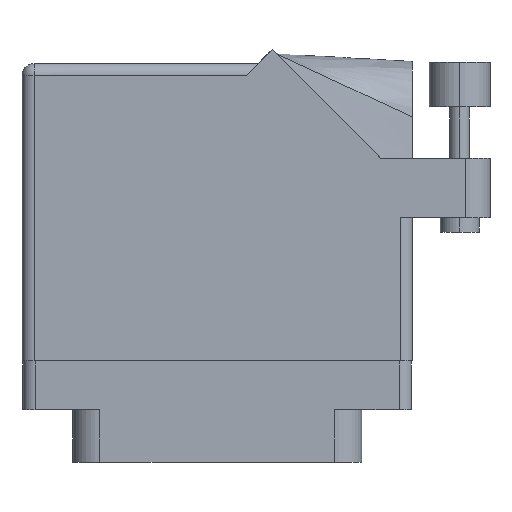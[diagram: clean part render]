
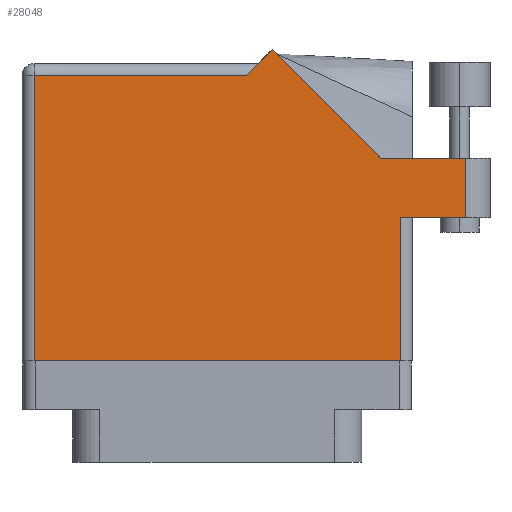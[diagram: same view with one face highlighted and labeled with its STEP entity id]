
A CAD part, front view. The second image highlights one B-rep face of the part: STEP entity #28048.
In plain terms, the highlighted face is planar.
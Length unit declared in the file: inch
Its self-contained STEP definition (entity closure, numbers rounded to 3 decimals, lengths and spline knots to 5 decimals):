
#852 = CARTESIAN_POINT ( 'NONE',  ( 0.28271, 1.50071, 0.455 ) ) ;
#1442 = CARTESIAN_POINT ( 'NONE',  ( 0.15, 1.368, 0.455 ) ) ;
#1712 = CARTESIAN_POINT ( 'NONE',  ( 1.28, 0.944, 0.455 ) ) ;
#2035 = CARTESIAN_POINT ( 'NONE',  ( 0.943, 0.637, 0.455 ) ) ;
#2364 = CARTESIAN_POINT ( 'NONE',  ( 0.943, -0.1, 0.455 ) ) ;
#3113 = EDGE_LOOP ( 'NONE', ( #29754, #13472, #12790, #16621, #16463, #3817, #34218, #23519, #20167 ) ) ;
#3311 = EDGE_CURVE ( 'NONE', #10016, #9867, #3666, .T. ) ;
#3666 = LINE ( 'NONE', #22942, #8080 ) ;
#3817 = ORIENTED_EDGE ( 'NONE', *, *, #5825, .T. ) ;
#4496 = CARTESIAN_POINT ( 'NONE',  ( 0.83942, 0.944, 0.455 ) ) ;
#4518 = LINE ( 'NONE', #1712, #5391 ) ;
#5391 = VECTOR ( 'NONE', #15966, 39.37008 ) ;
#5825 = EDGE_CURVE ( 'NONE', #14888, #26029, #15226, .T. ) ;
#7635 = CARTESIAN_POINT ( 'NONE',  ( 0.83942, 0.944, 0.455 ) ) ;
#8080 = VECTOR ( 'NONE', #17498, 39.37008 ) ;
#8118 = CARTESIAN_POINT ( 'NONE',  ( 1.28, 0.944, 0.455 ) ) ;
#8478 = CARTESIAN_POINT ( 'NONE',  ( -0.943, -0.1, 0.455 ) ) ;
#8594 = EDGE_CURVE ( 'NONE', #20298, #27614, #31065, .T. ) ;
#8810 = EDGE_CURVE ( 'NONE', #24843, #20298, #4518, .T. ) ;
#9032 = FACE_OUTER_BOUND ( 'NONE', #3113, .T. ) ;
#9867 = VERTEX_POINT ( 'NONE', #2364 ) ;
#10016 = VERTEX_POINT ( 'NONE', #8478 ) ;
#10694 = CARTESIAN_POINT ( 'NONE',  ( 0.943, 0.637, 0.455 ) ) ;
#11132 = EDGE_CURVE ( 'NONE', #26029, #10016, #26901, .T. ) ;
#11527 = LINE ( 'NONE', #10694, #35811 ) ;
#11967 = DIRECTION ( 'NONE',  ( 0., 0., -1. ) ) ;
#12270 = CARTESIAN_POINT ( 'NONE',  ( -0.943, -0.1, 0.455 ) ) ;
#12790 = ORIENTED_EDGE ( 'NONE', *, *, #8594, .T. ) ;
#13014 = CARTESIAN_POINT ( 'NONE',  ( 1.405, 0.944, 0.455 ) ) ;
#13291 = CARTESIAN_POINT ( 'NONE',  ( -1.005, 1.368, 0.455 ) ) ;
#13472 = ORIENTED_EDGE ( 'NONE', *, *, #8810, .T. ) ;
#13706 = LINE ( 'NONE', #4496, #35661 ) ;
#14142 = LINE ( 'NONE', #23367, #35396 ) ;
#14888 = VERTEX_POINT ( 'NONE', #1442 ) ;
#15226 = LINE ( 'NONE', #13291, #29058 ) ;
#15966 = DIRECTION ( 'NONE',  ( 0., 1., 0. ) ) ;
#16463 = ORIENTED_EDGE ( 'NONE', *, *, #20687, .T. ) ;
#16621 = ORIENTED_EDGE ( 'NONE', *, *, #19925, .T. ) ;
#16655 = EDGE_CURVE ( 'NONE', #24160, #24843, #34870, .T. ) ;
#17070 = DIRECTION ( 'NONE',  ( -1., 0., 0. ) ) ;
#17498 = DIRECTION ( 'NONE',  ( 1., 0., 0. ) ) ;
#17638 = DIRECTION ( 'NONE',  ( 1., 0., 0. ) ) ;
#18194 = AXIS2_PLACEMENT_3D ( 'NONE', #20300, #11967, #17070 ) ;
#18506 = CARTESIAN_POINT ( 'NONE',  ( -0.943, 1.368, 0.455 ) ) ;
#19091 = CARTESIAN_POINT ( 'NONE',  ( 1.28, 0.637, 0.455 ) ) ;
#19925 = EDGE_CURVE ( 'NONE', #27614, #33293, #13706, .T. ) ;
#20167 = ORIENTED_EDGE ( 'NONE', *, *, #31544, .T. ) ;
#20298 = VERTEX_POINT ( 'NONE', #8118 ) ;
#20300 = CARTESIAN_POINT ( 'NONE',  ( -1.005, 1.43, 0.455 ) ) ;
#20687 = EDGE_CURVE ( 'NONE', #33293, #14888, #14142, .T. ) ;
#20974 = VECTOR ( 'NONE', #17638, 39.37008 ) ;
#22942 = CARTESIAN_POINT ( 'NONE',  ( -1.005, -0.1, 0.455 ) ) ;
#23367 = CARTESIAN_POINT ( 'NONE',  ( 0.212, 1.43, 0.455 ) ) ;
#23519 = ORIENTED_EDGE ( 'NONE', *, *, #3311, .T. ) ;
#23946 = DIRECTION ( 'NONE',  ( -0.707, 0.707, 0. ) ) ;
#24160 = VERTEX_POINT ( 'NONE', #2035 ) ;
#24843 = VERTEX_POINT ( 'NONE', #19091 ) ;
#26029 = VERTEX_POINT ( 'NONE', #18506 ) ;
#26260 = DIRECTION ( 'NONE',  ( -0.707, -0.707, 0. ) ) ;
#26901 = LINE ( 'NONE', #12270, #29097 ) ;
#27487 = DIRECTION ( 'NONE',  ( 0., 1., 0. ) ) ;
#27614 = VERTEX_POINT ( 'NONE', #7635 ) ;
#28048 = ADVANCED_FACE ( 'NONE', ( #9032 ), #30996, .F. ) ;
#29058 = VECTOR ( 'NONE', #35850, 39.37008 ) ;
#29097 = VECTOR ( 'NONE', #32011, 39.37008 ) ;
#29754 = ORIENTED_EDGE ( 'NONE', *, *, #16655, .T. ) ;
#30996 = PLANE ( 'NONE',  #18194 ) ;
#31065 = LINE ( 'NONE', #13014, #31925 ) ;
#31544 = EDGE_CURVE ( 'NONE', #9867, #24160, #11527, .T. ) ;
#31925 = VECTOR ( 'NONE', #34979, 39.37008 ) ;
#32011 = DIRECTION ( 'NONE',  ( 0., -1., 0. ) ) ;
#33293 = VERTEX_POINT ( 'NONE', #852 ) ;
#34218 = ORIENTED_EDGE ( 'NONE', *, *, #11132, .T. ) ;
#34722 = CARTESIAN_POINT ( 'NONE',  ( 1.005, 0.637, 0.455 ) ) ;
#34870 = LINE ( 'NONE', #34722, #20974 ) ;
#34979 = DIRECTION ( 'NONE',  ( -1., 0., 0. ) ) ;
#35396 = VECTOR ( 'NONE', #26260, 39.37008 ) ;
#35661 = VECTOR ( 'NONE', #23946, 39.37008 ) ;
#35811 = VECTOR ( 'NONE', #27487, 39.37008 ) ;
#35850 = DIRECTION ( 'NONE',  ( -1., 0., 0. ) ) ;
